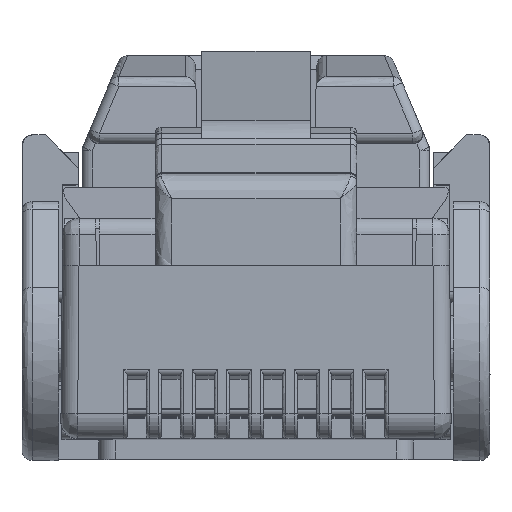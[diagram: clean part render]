
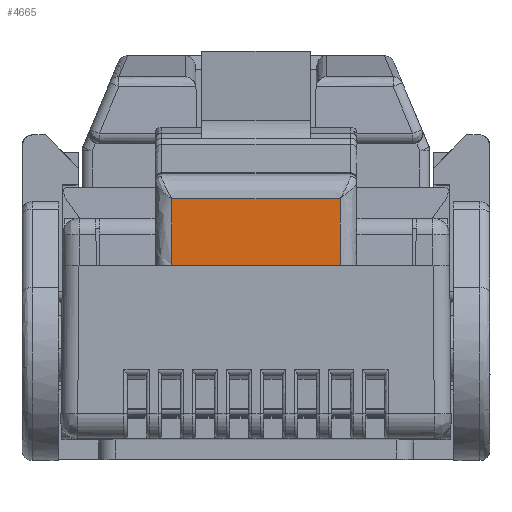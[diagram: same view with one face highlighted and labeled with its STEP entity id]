
A CAD part, top view. The second image highlights one B-rep face of the part: STEP entity #4665.
In plain terms, the highlighted face is planar.
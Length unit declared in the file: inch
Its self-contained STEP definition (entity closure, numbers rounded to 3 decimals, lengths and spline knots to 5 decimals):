
#2316 = VECTOR ( 'NONE', #3205, 39.37008 ) ;
#3205 = DIRECTION ( 'NONE',  ( 0., -1., 0. ) ) ;
#3794 = LINE ( 'NONE', #18399, #13635 ) ;
#4283 = AXIS2_PLACEMENT_3D ( 'NONE', #52848, #34566, #7357 ) ;
#4665 = ADVANCED_FACE ( 'NONE', ( #57043 ), #16337, .T. ) ;
#5742 = EDGE_CURVE ( 'NONE', #17091, #33429, #18107, .T. ) ;
#6691 = CARTESIAN_POINT ( 'NONE',  ( 0.32896, 0.05591, -0.84027 ) ) ;
#7210 = DIRECTION ( 'NONE',  ( -1., 0., 0. ) ) ;
#7357 = DIRECTION ( 'NONE',  ( 0., 1., 0. ) ) ;
#7454 = LINE ( 'NONE', #48444, #41596 ) ;
#8734 = ORIENTED_EDGE ( 'NONE', *, *, #51089, .F. ) ;
#8874 = VERTEX_POINT ( 'NONE', #17100 ) ;
#11423 = VECTOR ( 'NONE', #7210, 39.37008 ) ;
#13635 = VECTOR ( 'NONE', #21693, 39.37008 ) ;
#14823 = ORIENTED_EDGE ( 'NONE', *, *, #5742, .T. ) ;
#16337 = PLANE ( 'NONE',  #4283 ) ;
#17091 = VERTEX_POINT ( 'NONE', #6691 ) ;
#17100 = CARTESIAN_POINT ( 'NONE',  ( 0.13054, -0.02244, -0.84027 ) ) ;
#17517 = CARTESIAN_POINT ( 'NONE',  ( 0.32896, -0.02401, -0.84027 ) ) ;
#18107 = LINE ( 'NONE', #17517, #2316 ) ;
#18399 = CARTESIAN_POINT ( 'NONE',  ( 0.13054, -0.02401, -0.84027 ) ) ;
#20305 = DIRECTION ( 'NONE',  ( -1., 0., 0. ) ) ;
#21693 = DIRECTION ( 'NONE',  ( 0., 1., 0. ) ) ;
#22490 = ORIENTED_EDGE ( 'NONE', *, *, #38791, .T. ) ;
#24356 = ORIENTED_EDGE ( 'NONE', *, *, #57499, .T. ) ;
#26635 = CARTESIAN_POINT ( 'NONE',  ( 0.32896, -0.02244, -0.84027 ) ) ;
#30809 = LINE ( 'NONE', #38631, #11423 ) ;
#33429 = VERTEX_POINT ( 'NONE', #26635 ) ;
#33441 = CARTESIAN_POINT ( 'NONE',  ( 0.13054, 0.05591, -0.84027 ) ) ;
#34566 = DIRECTION ( 'NONE',  ( 0., 0., -1. ) ) ;
#38631 = CARTESIAN_POINT ( 'NONE',  ( 0.12657, -0.02244, -0.84027 ) ) ;
#38791 = EDGE_CURVE ( 'NONE', #8874, #45337, #3794, .T. ) ;
#41596 = VECTOR ( 'NONE', #20305, 39.37008 ) ;
#45337 = VERTEX_POINT ( 'NONE', #33441 ) ;
#48444 = CARTESIAN_POINT ( 'NONE',  ( 0.1061, 0.05591, -0.84027 ) ) ;
#51089 = EDGE_CURVE ( 'NONE', #17091, #45337, #7454, .T. ) ;
#52848 = CARTESIAN_POINT ( 'NONE',  ( 0.12657, -0.02401, -0.84027 ) ) ;
#52972 = EDGE_LOOP ( 'NONE', ( #22490, #8734, #14823, #24356 ) ) ;
#57043 = FACE_OUTER_BOUND ( 'NONE', #52972, .T. ) ;
#57499 = EDGE_CURVE ( 'NONE', #33429, #8874, #30809, .T. ) ;
